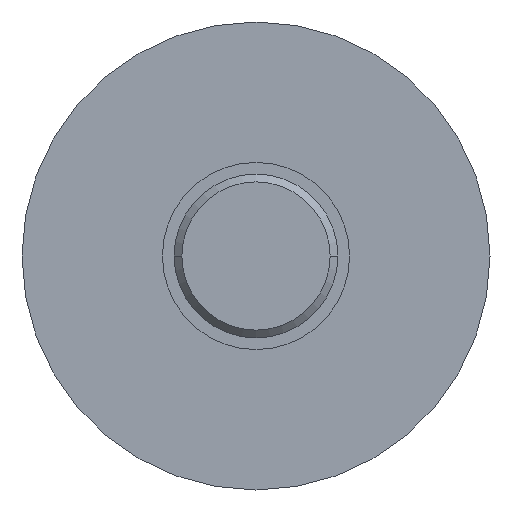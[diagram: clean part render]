
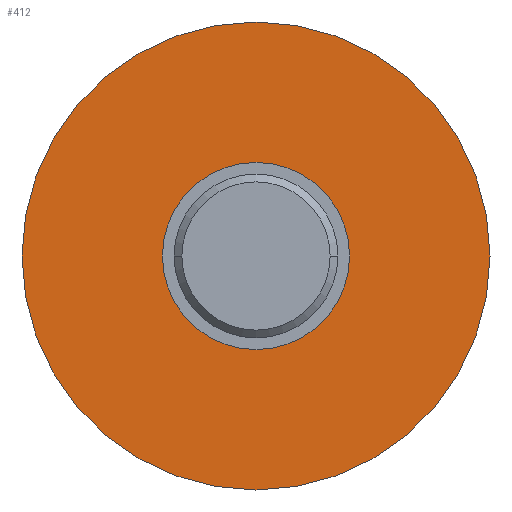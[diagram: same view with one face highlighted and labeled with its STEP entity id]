
A CAD part, front view. The second image highlights one B-rep face of the part: STEP entity #412.
In plain terms, the highlighted planar face has unit normal (0, -1, 0).
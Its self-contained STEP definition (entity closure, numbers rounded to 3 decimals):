
#91=CARTESIAN_POINT('',(0.,85.,0.));
#92=DIRECTION('',(0.,-1.,0.));
#93=DIRECTION('',(1.,0.,0.));
#94=AXIS2_PLACEMENT_3D('',#91,#92,#93);
#101=CARTESIAN_POINT('',(0.,85.,0.));
#102=DIRECTION('',(0.,-1.,0.));
#103=DIRECTION('',(-1.,0.,0.));
#104=AXIS2_PLACEMENT_3D('',#101,#102,#103);
#106=CARTESIAN_POINT('',(0.,85.,0.));
#107=DIRECTION('',(0.,1.,0.));
#108=DIRECTION('',(-1.,0.,0.));
#109=AXIS2_PLACEMENT_3D('',#106,#107,#108);
#129=CARTESIAN_POINT('',(0.,85.,0.));
#130=DIRECTION('',(0.,-1.,0.));
#131=DIRECTION('',(-1.,0.,0.));
#132=AXIS2_PLACEMENT_3D('',#129,#130,#131);
#172=CARTESIAN_POINT('',(-30.,85.,0.));
#174=VERTEX_POINT('',#172);
#176=CARTESIAN_POINT('',(30.,85.,0.));
#178=VERTEX_POINT('',#176);
#179=CARTESIAN_POINT('',(12.,85.,0.));
#180=CARTESIAN_POINT('',(-12.,85.,0.));
#181=VERTEX_POINT('',#179);
#182=VERTEX_POINT('',#180);
#396=CARTESIAN_POINT('',(0.,85.,0.));
#397=DIRECTION('',(0.,1.,0.));
#398=DIRECTION('',(1.,0.,0.));
#399=AXIS2_PLACEMENT_3D('',#396,#397,#398);
#400=PLANE('',#399);
#402=ORIENTED_EDGE('',*,*,#401,.F.);
#404=ORIENTED_EDGE('',*,*,#403,.T.);
#405=EDGE_LOOP('',(#402,#404));
#406=FACE_OUTER_BOUND('',#405,.F.);
#407=ORIENTED_EDGE('',*,*,#379,.T.);
#409=ORIENTED_EDGE('',*,*,#408,.T.);
#410=EDGE_LOOP('',(#407,#409));
#411=FACE_BOUND('',#410,.F.);
#412=ADVANCED_FACE('',(#406,#411),#400,.F.);
#95=CIRCLE('',#94,12.);
#105=CIRCLE('',#104,30.);
#110=CIRCLE('',#109,30.);
#133=CIRCLE('',#132,12.);
#379=EDGE_CURVE('',#181,#182,#95,.T.);
#401=EDGE_CURVE('',#174,#178,#105,.T.);
#403=EDGE_CURVE('',#174,#178,#110,.T.);
#408=EDGE_CURVE('',#182,#181,#133,.T.);
